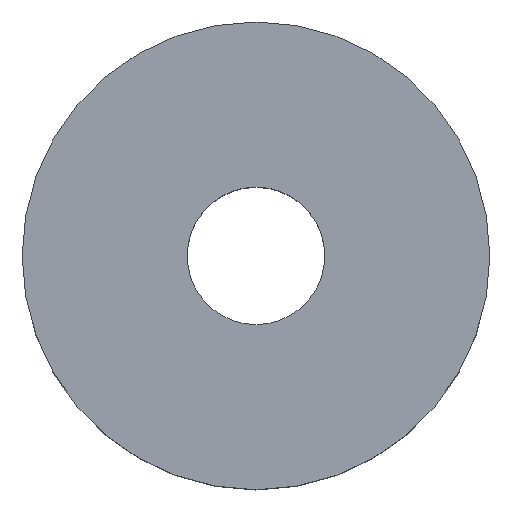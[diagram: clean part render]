
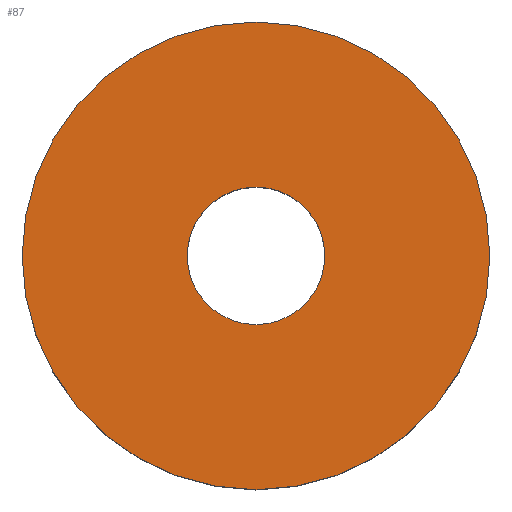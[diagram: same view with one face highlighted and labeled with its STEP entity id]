
A CAD part, top view. The second image highlights one B-rep face of the part: STEP entity #87.
In plain terms, the highlighted planar face has unit normal (0, 0, 1).
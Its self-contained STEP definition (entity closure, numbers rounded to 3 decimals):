
#16=FACE_BOUND('',#28,.T.);
#18=PLANE('',#109);
#21=FACE_OUTER_BOUND('',#27,.T.);
#27=EDGE_LOOP('',(#67));
#28=EDGE_LOOP('',(#68));
#41=CIRCLE('',#108,5.);
#42=CIRCLE('',#110,17.);
#48=VERTEX_POINT('',#154);
#49=VERTEX_POINT('',#158);
#55=EDGE_CURVE('',#48,#48,#41,.T.);
#56=EDGE_CURVE('',#49,#49,#42,.T.);
#67=ORIENTED_EDGE('',*,*,#56,.F.);
#68=ORIENTED_EDGE('',*,*,#55,.T.);
#87=ADVANCED_FACE('',(#21,#16),#18,.T.);
#108=AXIS2_PLACEMENT_3D('',#156,#126,#127);
#109=AXIS2_PLACEMENT_3D('',#157,#128,#129);
#110=AXIS2_PLACEMENT_3D('',#159,#130,#131);
#126=DIRECTION('center_axis',(0.,0.,-1.));
#127=DIRECTION('ref_axis',(1.,0.,0.));
#128=DIRECTION('center_axis',(0.,0.,1.));
#129=DIRECTION('ref_axis',(1.,0.,0.));
#130=DIRECTION('center_axis',(0.,0.,-1.));
#131=DIRECTION('ref_axis',(1.,0.,0.));
#154=CARTESIAN_POINT('',(22.,0.,0.));
#156=CARTESIAN_POINT('Origin',(17.,0.,0.));
#157=CARTESIAN_POINT('Origin',(0.,0.,0.));
#158=CARTESIAN_POINT('',(34.,0.,0.));
#159=CARTESIAN_POINT('Origin',(17.,0.,0.));
